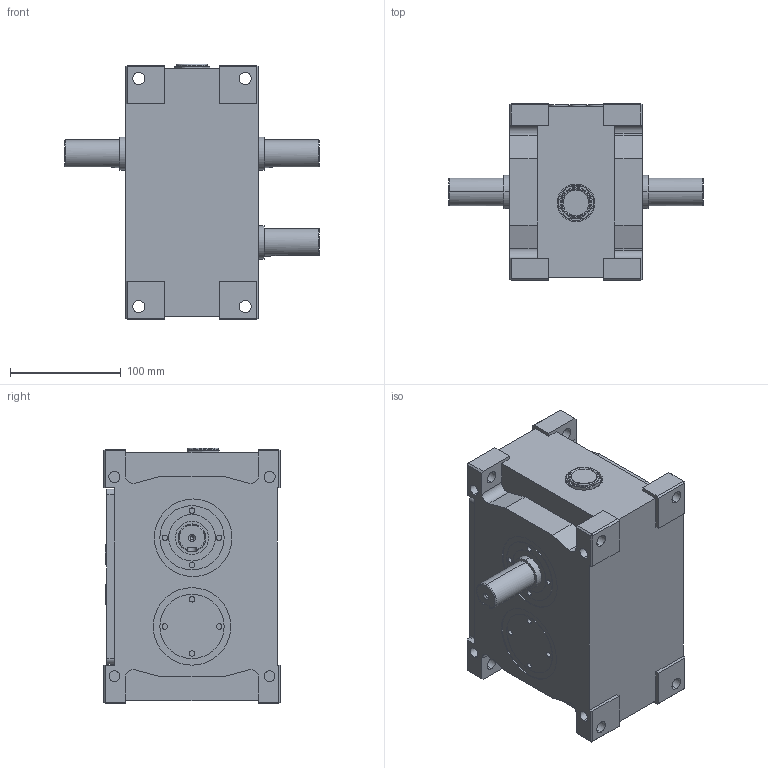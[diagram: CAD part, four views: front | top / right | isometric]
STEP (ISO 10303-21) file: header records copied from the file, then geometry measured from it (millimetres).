
FILE_DESCRIPTION (( 'STEP AP203' ), '1' );
FILE_NAME ('PC080.STEP', '2025-06-20T02:16:08', ( '' ), ( '' ), 'SwSTEP 2.0', 'SolidWorks 2018', '' );
FILE_SCHEMA (( 'CONFIG_CONTROL_DESIGN' ));
Length unit declared in the file: millimetre
Products named in the file (1): PC080
Bounding box: 230 x 160 x 231 mm (x, y, z)
Volume: 3938131.6 mm3; surface area: 202305 mm2
Topology: 1 solids, 1 shells, 575 faces, 1423 edges, 932 vertices
Faces by surface type: plane 311, cylinder 155, bspline 89, cone 12, torus 8
Entity records: 21922 total; most frequent: CARTESIAN_POINT 8480, ORIENTED_EDGE 2834, DIRECTION 2539, EDGE_CURVE 1417, VERTEX_POINT 932, LINE 889, VECTOR 889, AXIS2_PLACEMENT_3D 825
